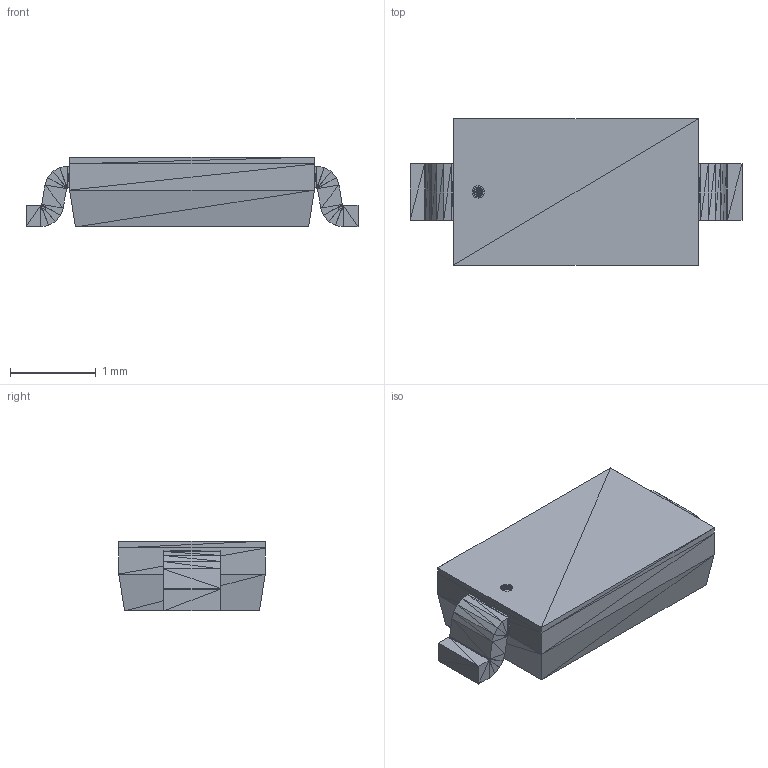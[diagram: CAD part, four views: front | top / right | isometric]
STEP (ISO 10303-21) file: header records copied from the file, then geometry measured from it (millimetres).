
FILE_DESCRIPTION(('STEP AP214'),'1');
FILE_NAME('DIODE_SOD123','2016-06-26T17:26:20',(''),(''),'','','');
FILE_SCHEMA(('AUTOMOTIVE_DESIGN'));
Length unit declared in the file: millimetre
Products named in the file (1): product
Bounding box: 3.86 x 1.7 x 0.81 mm (x, y, z)
Surface area: 20.1 mm2 (no closed solid volume)
Topology: 0 solids, 244 shells, 244 faces, 732 edges, 732 vertices
Faces by surface type: plane 244
Entity records: 8111 total; most frequent: CARTESIAN_POINT 1709, DIRECTION 1222, ORIENTED_EDGE 732, EDGE_CURVE 732, VERTEX_POINT 732, LINE 732, VECTOR 732, AXIS2_PLACEMENT_3D 245
